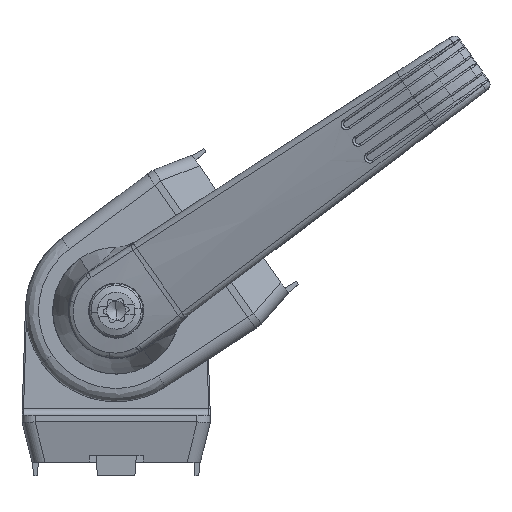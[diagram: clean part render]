
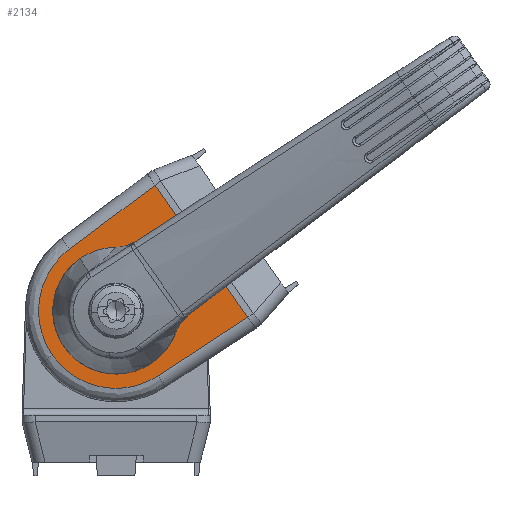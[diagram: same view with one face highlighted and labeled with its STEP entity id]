
A CAD part, top view. The second image highlights one B-rep face of the part: STEP entity #2134.
In plain terms, the highlighted planar face has unit normal (-0.014, -0.01, 1).
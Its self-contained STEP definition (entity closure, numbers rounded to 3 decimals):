
#175 = CARTESIAN_POINT ( 'NONE',  ( -2.634, 17.793, 13.87 ) ) ;
#1041 = ORIENTED_EDGE ( 'NONE', *, *, #22312, .F. ) ;
#1770 = VERTEX_POINT ( 'NONE', #14284 ) ;
#2134 = ADVANCED_FACE ( 'NONE', ( #18567, #14778 ), #22863, .F. ) ;
#2685 = CARTESIAN_POINT ( 'NONE',  ( -8.603, -7.824, 13.528 ) ) ;
#4228 = CARTESIAN_POINT ( 'NONE',  ( 6.265, -9.645, 13.722 ) ) ;
#4501 = CARTESIAN_POINT ( 'NONE',  ( -0.757, -11.591, 13.603 ) ) ;
#4628 = CARTESIAN_POINT ( 'NONE',  ( -5.047, -10.472, 13.552 ) ) ;
#5154 = CARTESIAN_POINT ( 'NONE',  ( -6.584, -4.61, 13.589 ) ) ;
#5174 = VERTEX_POINT ( 'NONE', #24928 ) ;
#5484 = CARTESIAN_POINT ( 'NONE',  ( -6.921, 9.186, 13.722 ) ) ;
#5855 = CARTESIAN_POINT ( 'NONE',  ( 6.298, -9.624, 13.723 ) ) ;
#6353 = CARTESIAN_POINT ( 'NONE',  ( -9.449, -6.616, 13.528 ) ) ;
#6494 = CARTESIAN_POINT ( 'NONE',  ( -11.617, 0.34, 13.567 ) ) ;
#6586 = CARTESIAN_POINT ( 'NONE',  ( 5.03, -10.453, 13.697 ) ) ;
#6621 = CARTESIAN_POINT ( 'NONE',  ( -9.11, 7.188, 13.671 ) ) ;
#7287 = LINE ( 'NONE', #13522, #21789 ) ;
#7719 = EDGE_CURVE ( 'NONE', #12052, #1770, #8806, .T. ) ;
#8126 = VERTEX_POINT ( 'NONE', #22186 ) ;
#8175 = CARTESIAN_POINT ( 'NONE',  ( -10.635, 4.663, 13.624 ) ) ;
#8320 = ORIENTED_EDGE ( 'NONE', *, *, #14665, .F. ) ;
#8593 = VERTEX_POINT ( 'NONE', #22307 ) ;
#8644 = CARTESIAN_POINT ( 'NONE',  ( 4.093, 21.178, 14. ) ) ;
#8700 = CARTESIAN_POINT ( 'NONE',  ( -11.567, -1.161, 13.552 ) ) ;
#8806 =( BOUNDED_CURVE ( )  B_SPLINE_CURVE ( 3, ( #24069, #175, #24592, #10347 ),
 .UNSPECIFIED., .F., .T. ) 
 B_SPLINE_CURVE_WITH_KNOTS ( ( 4, 4 ),
 ( 0., 3.142 ),
 .UNSPECIFIED. ) 
 CURVE ( )  GEOMETRIC_REPRESENTATION_ITEM ( )  RATIONAL_B_SPLINE_CURVE ( ( 1., 0.333, 0.333, 1. ) ) 
 REPRESENTATION_ITEM ( '' )  );
#9543 = EDGE_CURVE ( 'NONE', #13746, #8126, #22146, .T. ) ;
#9903 = LINE ( 'NONE', #5855, #18034 ) ;
#10347 = CARTESIAN_POINT ( 'NONE',  ( -6.584, -4.61, 13.589 ) ) ;
#10523 = LINE ( 'NONE', #18491, #24867 ) ;
#12052 = VERTEX_POINT ( 'NONE', #13472 ) ;
#12178 = CARTESIAN_POINT ( 'NONE',  ( 0.745, -11.588, 13.624 ) ) ;
#12220 = CARTESIAN_POINT ( 'NONE',  ( -8.102, 8.302, 13.697 ) ) ;
#12412 = EDGE_LOOP ( 'NONE', ( #18849, #22764 ) ) ;
#12604 = CARTESIAN_POINT ( 'NONE',  ( -10.905, -4.036, 13.533 ) ) ;
#13472 = CARTESIAN_POINT ( 'NONE',  ( 6.592, 4.616, 13.87 ) ) ;
#13522 = CARTESIAN_POINT ( 'NONE',  ( -6.889, 9.21, 13.723 ) ) ;
#13746 = VERTEX_POINT ( 'NONE', #23806 ) ;
#14284 = CARTESIAN_POINT ( 'NONE',  ( -6.584, -4.61, 13.589 ) ) ;
#14665 = EDGE_CURVE ( 'NONE', #16552, #5174, #7287, .T. ) ;
#14778 = FACE_OUTER_BOUND ( 'NONE', #24011, .T. ) ;
#14813 = CARTESIAN_POINT ( 'NONE',  ( 6.592, 4.616, 13.87 ) ) ;
#15207 = CARTESIAN_POINT ( 'NONE',  ( 2.642, -17.787, 13.589 ) ) ;
#15427 = AXIS2_PLACEMENT_3D ( 'NONE', #8644, #16494, #24972 ) ;
#16040 = DIRECTION ( 'NONE',  ( -0.837, -0.547, -0.017 ) ) ;
#16139 = CARTESIAN_POINT ( 'NONE',  ( -6.921, 9.186, 13.722 ) ) ;
#16455 = ORIENTED_EDGE ( 'NONE', *, *, #17160, .F. ) ;
#16494 = DIRECTION ( 'NONE',  ( 0.014, 0.01, -1. ) ) ;
#16552 = VERTEX_POINT ( 'NONE', #5484 ) ;
#16670 =( BOUNDED_CURVE ( )  B_SPLINE_CURVE ( 3, ( #5154, #15207, #21085, #14813 ),
 .UNSPECIFIED., .F., .T. ) 
 B_SPLINE_CURVE_WITH_KNOTS ( ( 4, 4 ),
 ( 3.142, 6.283 ),
 .UNSPECIFIED. ) 
 CURVE ( )  GEOMETRIC_REPRESENTATION_ITEM ( )  RATIONAL_B_SPLINE_CURVE ( ( 1., 0.333, 0.333, 1. ) ) 
 REPRESENTATION_ITEM ( '' )  );
#17160 = EDGE_CURVE ( 'NONE', #8126, #16552, #18280, .T. ) ;
#17983 = ORIENTED_EDGE ( 'NONE', *, *, #9543, .F. ) ;
#18034 = VECTOR ( 'NONE', #16040, 1000. ) ;
#18280 = B_SPLINE_CURVE_WITH_KNOTS ( 'NONE', 3,
 ( #6353, #24393, #12604, #8700, #6494, #18368, #8175, #6621, #12220, #16139 ),
 .UNSPECIFIED., .F., .F.,
 ( 4, 2, 2, 2, 4 ),
 ( 0., 0.25, 0.5, 0.75, 1. ),
 .UNSPECIFIED. ) ;
#18368 = CARTESIAN_POINT ( 'NONE',  ( -11.151, 3.253, 13.603 ) ) ;
#18491 = CARTESIAN_POINT ( 'NONE',  ( 4.093, 21.178, 14. ) ) ;
#18567 = FACE_BOUND ( 'NONE', #12412, .T. ) ;
#18849 = ORIENTED_EDGE ( 'NONE', *, *, #19987, .F. ) ;
#19987 = EDGE_CURVE ( 'NONE', #1770, #12052, #16670, .T. ) ;
#20409 = CARTESIAN_POINT ( 'NONE',  ( -3.654, -11.033, 13.567 ) ) ;
#20543 = CARTESIAN_POINT ( 'NONE',  ( -7.522, -8.867, 13.533 ) ) ;
#21085 = CARTESIAN_POINT ( 'NONE',  ( 15.819, -8.561, 13.87 ) ) ;
#21789 = VECTOR ( 'NONE', #23327, 1000. ) ;
#22146 = B_SPLINE_CURVE_WITH_KNOTS ( 'NONE', 3,
 ( #4228, #6586, #22375, #12178, #4501, #20409, #4628, #20543, #2685, #22504 ),
 .UNSPECIFIED., .F., .F.,
 ( 4, 2, 2, 2, 4 ),
 ( 0., 0.25, 0.5, 0.75, 1. ),
 .UNSPECIFIED. ) ;
#22186 = CARTESIAN_POINT ( 'NONE',  ( -9.449, -6.616, 13.528 ) ) ;
#22307 = CARTESIAN_POINT ( 'NONE',  ( 19.58, -0.939, 14. ) ) ;
#22312 = EDGE_CURVE ( 'NONE', #8593, #13746, #9903, .T. ) ;
#22375 = CARTESIAN_POINT ( 'NONE',  ( 3.639, -11.019, 13.671 ) ) ;
#22504 = CARTESIAN_POINT ( 'NONE',  ( -9.449, -6.616, 13.528 ) ) ;
#22764 = ORIENTED_EDGE ( 'NONE', *, *, #7719, .F. ) ;
#22863 = PLANE ( 'NONE',  #15427 ) ;
#23327 = DIRECTION ( 'NONE',  ( 0.8, 0.599, 0.017 ) ) ;
#23806 = CARTESIAN_POINT ( 'NONE',  ( 6.265, -9.645, 13.722 ) ) ;
#24011 = EDGE_LOOP ( 'NONE', ( #17983, #1041, #25064, #8320, #16455 ) ) ;
#24069 = CARTESIAN_POINT ( 'NONE',  ( 6.592, 4.616, 13.87 ) ) ;
#24393 = CARTESIAN_POINT ( 'NONE',  ( -10.295, -5.408, 13.528 ) ) ;
#24506 = DIRECTION ( 'NONE',  ( 0.574, -0.819, 0. ) ) ;
#24592 = CARTESIAN_POINT ( 'NONE',  ( -15.811, 8.566, 13.589 ) ) ;
#24867 = VECTOR ( 'NONE', #24506, 1000. ) ;
#24925 = EDGE_CURVE ( 'NONE', #5174, #8593, #10523, .T. ) ;
#24928 = CARTESIAN_POINT ( 'NONE',  ( 5.814, 18.72, 14. ) ) ;
#24972 = DIRECTION ( 'NONE',  ( 0.819, 0.573, 0.017 ) ) ;
#25064 = ORIENTED_EDGE ( 'NONE', *, *, #24925, .F. ) ;
